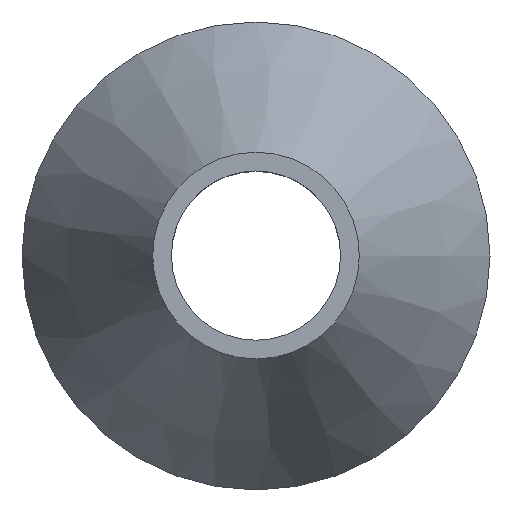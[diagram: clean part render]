
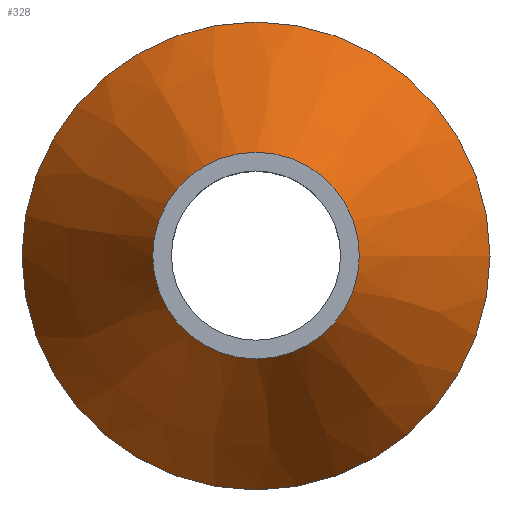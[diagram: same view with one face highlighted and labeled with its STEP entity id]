
A CAD part, top view. The second image highlights one B-rep face of the part: STEP entity #328.
In plain terms, the highlighted conical face has half-angle 29.539 degrees and reference radius 21.5 mm.
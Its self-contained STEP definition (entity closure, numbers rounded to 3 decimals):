
#32=FACE_BOUND('',#104,.T.);
#36=CIRCLE('',#339,30.);
#50=CIRCLE('',#368,13.25);
#55=CONICAL_SURFACE('',#369,21.5,0.516);
#75=FACE_OUTER_BOUND('',#103,.T.);
#103=EDGE_LOOP('',(#295));
#104=EDGE_LOOP('',(#296));
#155=VERTEX_POINT('',#499);
#175=VERTEX_POINT('',#575);
#185=EDGE_CURVE('',#155,#155,#36,.T.);
#216=EDGE_CURVE('',#175,#175,#50,.T.);
#295=ORIENTED_EDGE('',*,*,#216,.T.);
#296=ORIENTED_EDGE('',*,*,#185,.T.);
#328=ADVANCED_FACE('',(#75,#32),#55,.T.);
#339=AXIS2_PLACEMENT_3D('',#500,#392,#393);
#368=AXIS2_PLACEMENT_3D('',#576,#462,#463);
#369=AXIS2_PLACEMENT_3D('',#577,#464,#465);
#392=DIRECTION('center_axis',(0.,0.,1.));
#393=DIRECTION('ref_axis',(1.,0.,0.));
#462=DIRECTION('center_axis',(0.,0.,-1.));
#463=DIRECTION('ref_axis',(1.,0.,0.));
#464=DIRECTION('center_axis',(0.,0.,-1.));
#465=DIRECTION('ref_axis',(1.,0.,0.));
#499=CARTESIAN_POINT('',(30.,0.,0.));
#500=CARTESIAN_POINT('Origin',(0.,0.,0.));
#575=CARTESIAN_POINT('',(-13.25,0.,29.559));
#576=CARTESIAN_POINT('Origin',(0.,0.,29.559));
#577=CARTESIAN_POINT('Origin',(0.,0.,15.));
